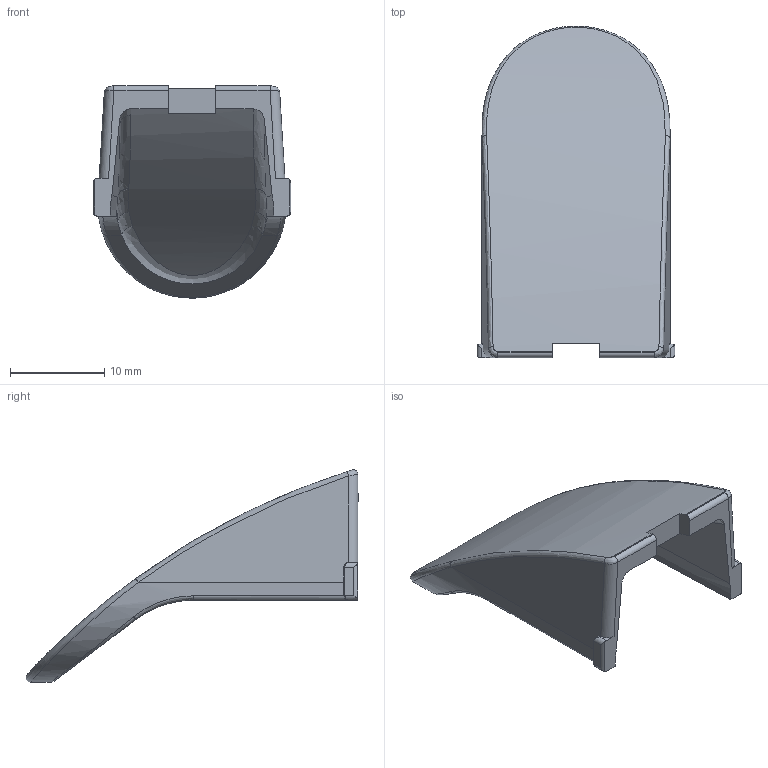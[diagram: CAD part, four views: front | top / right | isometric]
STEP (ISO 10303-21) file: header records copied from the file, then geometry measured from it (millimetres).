
FILE_DESCRIPTION(('STEP AP214'),'1');
FILE_NAME('fath_092010.stp','2017-05-30T06:36:29',('TraceParts'),('TraceParts S.A.'),'Spatial InterOp 3D',' ',' ');
FILE_SCHEMA(('automotive_design'));
Length unit declared in the file: millimetre
Products named in the file (1): fath_092010
Bounding box: 21 x 35.22 x 22.52 mm (x, y, z)
Volume: 2403.9 mm3; surface area: 2302.6 mm2
Topology: 1 solids, 1 shells, 62 faces, 162 edges, 102 vertices
Faces by surface type: cylinder 24, plane 20, bspline 16, cone 2
Entity records: 2652 total; most frequent: CARTESIAN_POINT 1315, ORIENTED_EDGE 324, DIRECTION 221, EDGE_CURVE 162, VERTEX_POINT 102, AXIS2_PLACEMENT_3D 78, LINE 65, VECTOR 65
